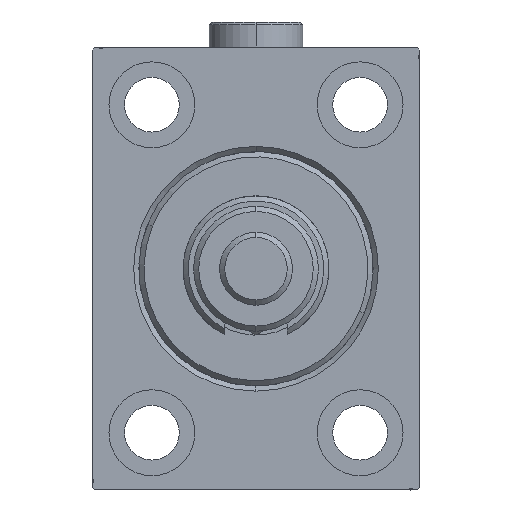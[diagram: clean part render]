
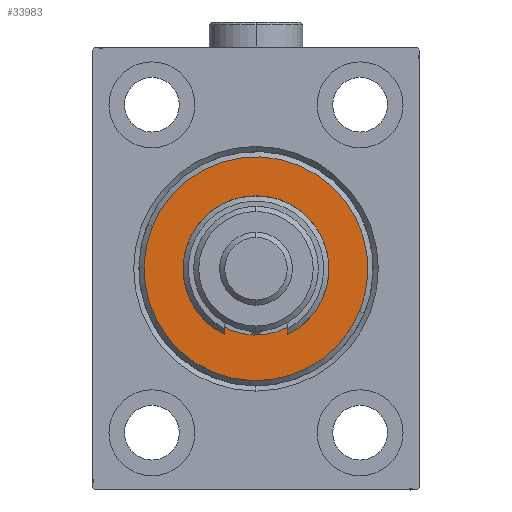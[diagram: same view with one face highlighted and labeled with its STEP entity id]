
A CAD part, left-side view. The second image highlights one B-rep face of the part: STEP entity #33983.
In plain terms, the highlighted face is planar.
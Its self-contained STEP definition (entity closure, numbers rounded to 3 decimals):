
#84 = CARTESIAN_POINT ( 'NONE',  ( 3., 0., 0. ) ) ;
#928 = CARTESIAN_POINT ( 'NONE',  ( 3., 0., 0. ) ) ;
#1033 = PLANE ( 'NONE',  #34627 ) ;
#2041 = EDGE_LOOP ( 'NONE', ( #7930, #28662 ) ) ;
#2173 = VERTEX_POINT ( 'NONE', #31793 ) ;
#2597 = EDGE_CURVE ( 'NONE', #2173, #3591, #41005, .T. ) ;
#2846 = AXIS2_PLACEMENT_3D ( 'NONE', #928, #37847, #4576 ) ;
#3591 = VERTEX_POINT ( 'NONE', #12991 ) ;
#4576 = DIRECTION ( 'NONE',  ( 0., 0., -1. ) ) ;
#7930 = ORIENTED_EDGE ( 'NONE', *, *, #26177, .T. ) ;
#9521 = DIRECTION ( 'NONE',  ( 1., 0., 0. ) ) ;
#11129 = CARTESIAN_POINT ( 'NONE',  ( 3., 0., 0. ) ) ;
#11282 = FACE_OUTER_BOUND ( 'NONE', #2041, .T. ) ;
#12250 = AXIS2_PLACEMENT_3D ( 'NONE', #11129, #26182, #48005 ) ;
#12991 = CARTESIAN_POINT ( 'NONE',  ( 3., 0., -12.75 ) ) ;
#14466 = DIRECTION ( 'NONE',  ( -1., 0., 0. ) ) ;
#16080 = CIRCLE ( 'NONE', #2846, 21.5 ) ;
#16329 = ORIENTED_EDGE ( 'NONE', *, *, #2597, .T. ) ;
#17643 = DIRECTION ( 'NONE',  ( 0., 0., -1. ) ) ;
#18900 = ORIENTED_EDGE ( 'NONE', *, *, #41286, .T. ) ;
#22004 = CARTESIAN_POINT ( 'NONE',  ( 3., 0., 0. ) ) ;
#26177 = EDGE_CURVE ( 'NONE', #30536, #38308, #29401, .T. ) ;
#26182 = DIRECTION ( 'NONE',  ( -1., 0., 0. ) ) ;
#27260 = EDGE_LOOP ( 'NONE', ( #16329, #18900 ) ) ;
#27749 = DIRECTION ( 'NONE',  ( 0., 0., -1. ) ) ;
#27946 = CARTESIAN_POINT ( 'NONE',  ( 3., 0., 21.5 ) ) ;
#28662 = ORIENTED_EDGE ( 'NONE', *, *, #35158, .T. ) ;
#29401 = CIRCLE ( 'NONE', #37146, 21.5 ) ;
#30536 = VERTEX_POINT ( 'NONE', #27946 ) ;
#31604 = CIRCLE ( 'NONE', #12250, 12.75 ) ;
#31793 = CARTESIAN_POINT ( 'NONE',  ( 3., 0., 12.75 ) ) ;
#33983 = ADVANCED_FACE ( 'NONE', ( #11282, #41590 ), #1033, .T. ) ;
#34079 = DIRECTION ( 'NONE',  ( 0., 0., -1. ) ) ;
#34627 = AXIS2_PLACEMENT_3D ( 'NONE', #84, #40876, #34079 ) ;
#34995 = CARTESIAN_POINT ( 'NONE',  ( 3., 0., -21.5 ) ) ;
#35158 = EDGE_CURVE ( 'NONE', #38308, #30536, #16080, .T. ) ;
#37146 = AXIS2_PLACEMENT_3D ( 'NONE', #46407, #9521, #27749 ) ;
#37847 = DIRECTION ( 'NONE',  ( 1., 0., 0. ) ) ;
#38308 = VERTEX_POINT ( 'NONE', #34995 ) ;
#40876 = DIRECTION ( 'NONE',  ( 1., 0., 0. ) ) ;
#41005 = CIRCLE ( 'NONE', #46392, 12.75 ) ;
#41286 = EDGE_CURVE ( 'NONE', #3591, #2173, #31604, .T. ) ;
#41590 = FACE_BOUND ( 'NONE', #27260, .T. ) ;
#46392 = AXIS2_PLACEMENT_3D ( 'NONE', #22004, #14466, #17643 ) ;
#46407 = CARTESIAN_POINT ( 'NONE',  ( 3., 0., 0. ) ) ;
#48005 = DIRECTION ( 'NONE',  ( 0., 0., -1. ) ) ;
